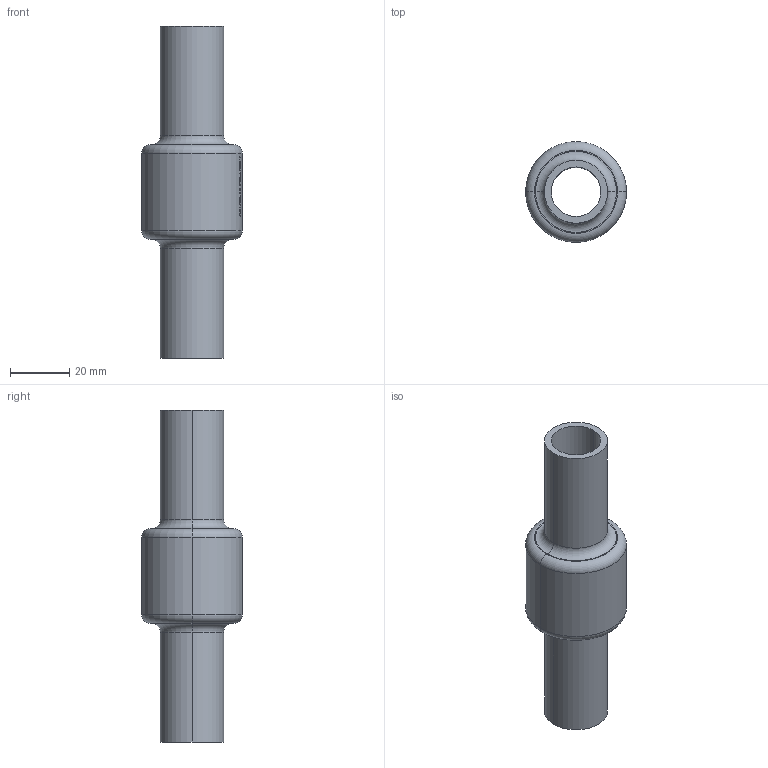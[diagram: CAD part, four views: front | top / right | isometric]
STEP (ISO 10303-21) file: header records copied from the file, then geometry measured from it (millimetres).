
FILE_DESCRIPTION (( 'STEP AP214' ), '1' );
FILE_NAME ('7110000_DN015_ PN40_51420160.STEP', '2022-02-25T09:16:25', ( 'axxx' ), ( 'Hewlett-Packard Company' ), 'SwSTEP 2.0', 'SolidWorks 2019', '' );
FILE_SCHEMA (( 'AUTOMOTIVE_DESIGN' ));
Length unit declared in the file: millimetre
Products named in the file (1): 7110000_DN015_ PN40_51420160
Bounding box: 34 x 34 x 112 mm (x, y, z)
Volume: 32832 mm3; surface area: 16402.8 mm2
Topology: 1 solids, 1 shells, 490 faces, 1261 edges, 838 vertices
Faces by surface type: plane 248, bspline 205, cylinder 29, torus 8
Entity records: 26174 total; most frequent: CARTESIAN_POINT 15634, ORIENTED_EDGE 2522, DIRECTION 1477, EDGE_CURVE 1261, VERTEX_POINT 838, LINE 709, VECTOR 709, EDGE_LOOP 557
